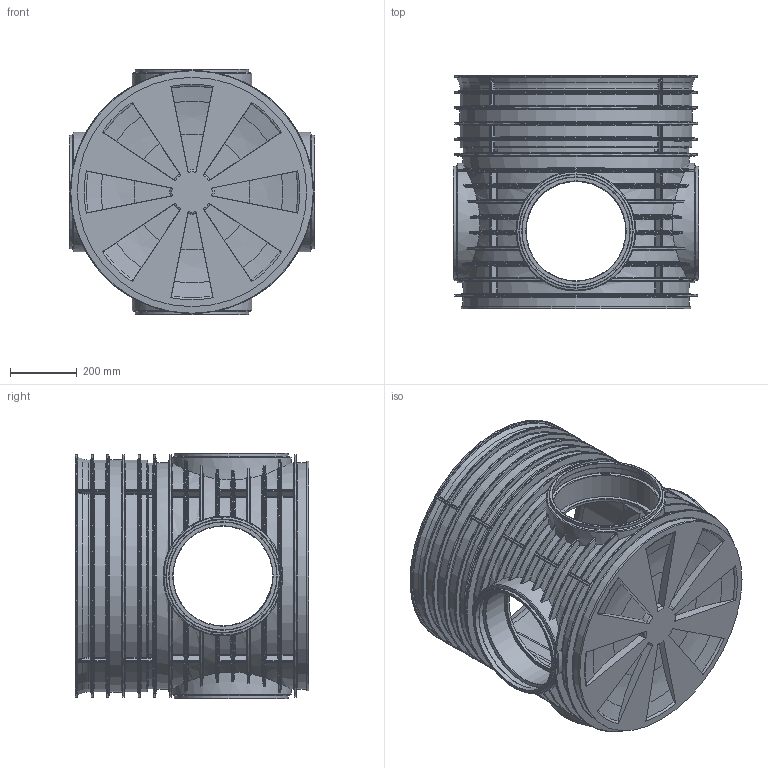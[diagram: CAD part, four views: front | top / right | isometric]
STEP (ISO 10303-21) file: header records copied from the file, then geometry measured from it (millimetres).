
FILE_DESCRIPTION(/* description */ (''),/* implementation_level */ '2;1');
FILE_NAME(/* name */ '661070z.stp',/* time_stamp */ '2025-01-18T08:23:19+01:00',/* author */ ('corinna'),/* organization */ (''),/* preprocessor_version */ 'ST-DEVELOPER v20',/* originating_system */ 'Autodesk Inventor 2024',/* authorisation */ '');
FILE_SCHEMA (('AUTOMOTIVE_DESIGN { 1 0 10303 214 3 1 1 }'));
Length unit declared in the file: millimetre
Products named in the file (3): 661070z; 661070 Schacht DN600 Boden; 661070 Schachtboden DN600 Grundkörper
Assembly tree (2 placements, depth 2):
  661070z
    661070 Schacht DN600 Boden
    661070 Schachtboden DN600 Grundkörper
Bounding box: 739 x 702 x 739 mm (x, y, z)
Volume: 32807443.4 mm3; surface area: 6282235 mm2
Topology: 2 solids, 2 shells, 1875 faces, 5027 edges, 3003 vertices
Faces by surface type: bspline 598, torus 375, cylinder 339, plane 204, cone 191, sphere 168
Full cylindrical faces by diameter (mm): 120 x1, 185 x1, 200 x1, 300 x4, 324 x8, 342 x8, 640 x1, 650 x1, 666 x2, 681 x2, 685 x1, 690 x1, 700 x1, 731 x3
Entity records: 80587 total; most frequent: CARTESIAN_POINT 39384, ORIENTED_EDGE 9734, DIRECTION 7189, EDGE_CURVE 4867, AXIS2_PLACEMENT_3D 3268, VERTEX_POINT 3003, B_SPLINE_CURVE_WITH_KNOTS 2182, CIRCLE 1954
